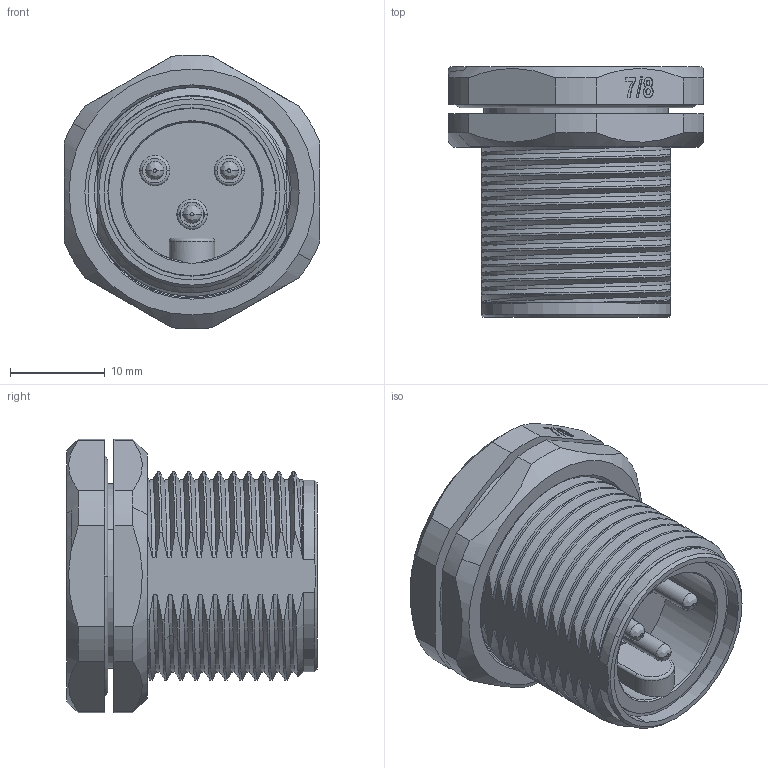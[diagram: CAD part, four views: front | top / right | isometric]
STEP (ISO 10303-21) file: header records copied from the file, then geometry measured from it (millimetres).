
FILE_DESCRIPTION((''),'2;1');
FILE_NAME('7_8-M03-BKR-7_8-W1_5_SW0001','2020-12-28T',('tc.chen'),(''),'PRO/ENGINEER BY PARAMETRIC TECHNOLOGY CORPORATION, 2012480','PRO/ENGINEER BY PARAMETRIC TECHNOLOGY CORPORATION, 2012480','');
FILE_SCHEMA(('AUTOMOTIVE_DESIGN { 1 0 10303 214 1 1 1 1 }'));
Length unit declared in the file: millimetre
Products named in the file (1): 7_8-M03-BKR-7_8-W1_5_SW0001
Bounding box: 27 x 26.5 x 28.96 mm (x, y, z)
Volume: 9405.8 mm3; surface area: 6369.5 mm2
Topology: 1 solids, 1 shells, 274 faces, 758 edges, 499 vertices
Faces by surface type: bspline 94, cylinder 71, plane 50, extrusion 35, cone 15, torus 9
Entity records: 16025 total; most frequent: CARTESIAN_POINT 9767, ORIENTED_EDGE 1516, DIRECTION 882, EDGE_CURVE 758, VERTEX_POINT 499, B_SPLINE_CURVE_WITH_KNOTS 384, VECTOR 296, EDGE_LOOP 295
